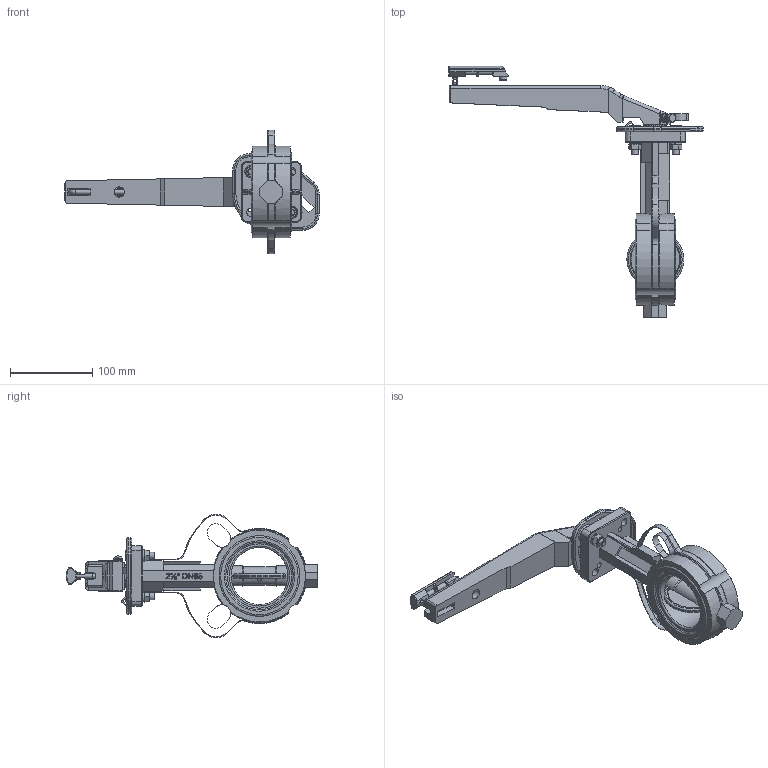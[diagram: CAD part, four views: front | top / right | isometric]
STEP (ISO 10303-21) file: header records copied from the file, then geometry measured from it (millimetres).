
FILE_DESCRIPTION((''),'2;1');
FILE_NAME('WA105340E065.stp','2012-05-11T01:21:48',('RL'),(''),'Autodesk Inventor 2012','Autodesk Inventor 2012','');
FILE_SCHEMA(('AUTOMOTIVE_DESIGN { 1 0 10303 214 1 1 1 1 }'));
Length unit declared in the file: millimetre
Products named in the file (1): WA105340E065
Bounding box: 308.5 x 305.64 x 149.46 mm (x, y, z)
Volume: 739612.1 mm3; surface area: 179130.5 mm2
Topology: 14 solids, 14 shells, 839 faces, 2203 edges, 1409 vertices
Faces by surface type: plane 374, cylinder 218, bspline 106, torus 92, cone 47, sphere 2
Full cylindrical faces by diameter (mm): 4.2 x1, 4.917 x1, 6 x6, 6.6 x4, 6.647 x3, 8 x2, 8.5 x3, 8.88 x1, 10 x4, 11.63 x2, 12.5 x1, 23.002 x1, 25 x4, 28 x1, 32 x1, 69 x1, 98 x2
Entity records: 27889 total; most frequent: CARTESIAN_POINT 7869, ORIENTED_EDGE 4190, DIRECTION 3908, EDGE_CURVE 2095, AXIS2_PLACEMENT_3D 1429, VERTEX_POINT 1382, VECTOR 1050, LINE 1050
